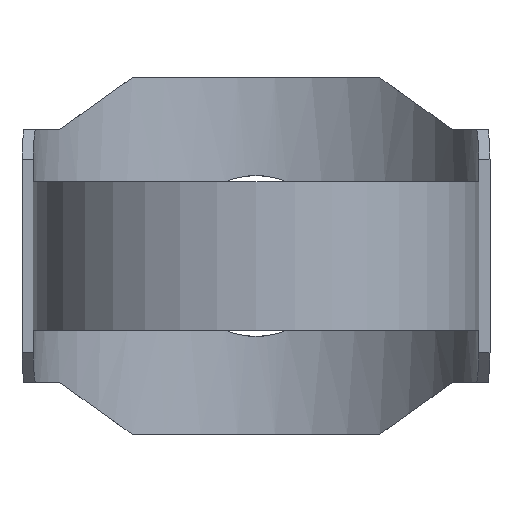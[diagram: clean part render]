
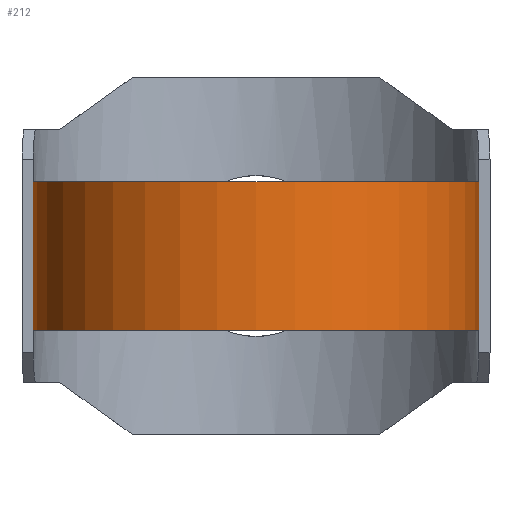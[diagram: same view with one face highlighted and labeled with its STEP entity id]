
A CAD part, front view. The second image highlights one B-rep face of the part: STEP entity #212.
In plain terms, the highlighted cylindrical face has radius 90 mm (diameter 180 mm), a partial arc.
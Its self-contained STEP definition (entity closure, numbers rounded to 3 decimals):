
#212 = ADVANCED_FACE( '', ( #601 ), #602, .T. );
#216 = EDGE_CURVE( '', #440, #294, #606, .T. );
#226 = EDGE_CURVE( '', #328, #294, #617, .T. );
#270 = EDGE_CURVE( '', #536, #440, #664, .T. );
#294 = VERTEX_POINT( '', #691 );
#300 = EDGE_CURVE( '', #328, #536, #697, .T. );
#328 = VERTEX_POINT( '', #730 );
#440 = VERTEX_POINT( '', #851 );
#536 = VERTEX_POINT( '', #956 );
#601 = FACE_OUTER_BOUND( '', #1015, .T. );
#602 = CYLINDRICAL_SURFACE( '', #1016, 90. );
#606 = LINE( '', #1021, #1022 );
#617 = CIRCLE( '', #1036, 90. );
#664 = CIRCLE( '', #1116, 90. );
#691 = CARTESIAN_POINT( '', ( 90., 0., 30. ) );
#697 = LINE( '', #1214, #1215 );
#730 = CARTESIAN_POINT( '', ( -90., 0., 30. ) );
#851 = CARTESIAN_POINT( '', ( 90., 0., -30. ) );
#956 = CARTESIAN_POINT( '', ( -90., 0., -30. ) );
#1015 = EDGE_LOOP( '', ( #1944, #1945, #1946, #1947 ) );
#1016 = AXIS2_PLACEMENT_3D( '', #1948, #1949, #1950 );
#1021 = CARTESIAN_POINT( '', ( 90., 0., 0. ) );
#1022 = VECTOR( '', #1951, 1. );
#1036 = AXIS2_PLACEMENT_3D( '', #1966, #1967, #1968 );
#1116 = AXIS2_PLACEMENT_3D( '', #2014, #2015, #2016 );
#1214 = CARTESIAN_POINT( '', ( -90., 0., 0. ) );
#1215 = VECTOR( '', #2056, 1. );
#1944 = ORIENTED_EDGE( '', *, *, #216, .T. );
#1945 = ORIENTED_EDGE( '', *, *, #226, .F. );
#1946 = ORIENTED_EDGE( '', *, *, #300, .T. );
#1947 = ORIENTED_EDGE( '', *, *, #270, .T. );
#1948 = CARTESIAN_POINT( '', ( 0., 0., 30. ) );
#1949 = DIRECTION( '', ( 0., 0., 1. ) );
#1950 = DIRECTION( '', ( 1., 0., 0. ) );
#1951 = DIRECTION( '', ( 0., 0., 1. ) );
#1966 = CARTESIAN_POINT( '', ( 0., 0., 30. ) );
#1967 = DIRECTION( '', ( 0., 0., 1. ) );
#1968 = DIRECTION( '', ( 1., 0., 0. ) );
#2014 = CARTESIAN_POINT( '', ( 0., 0., -30. ) );
#2015 = DIRECTION( '', ( 0., 0., 1. ) );
#2016 = DIRECTION( '', ( 1., 0., 0. ) );
#2056 = DIRECTION( '', ( 0., 0., -1. ) );
